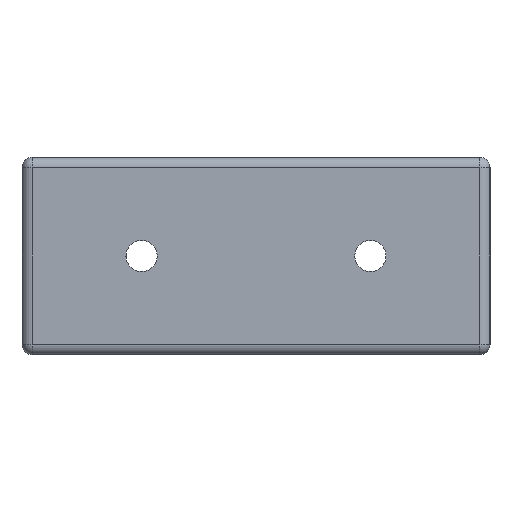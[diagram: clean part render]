
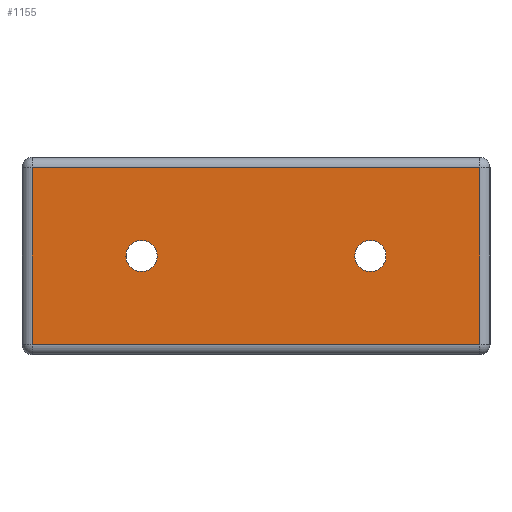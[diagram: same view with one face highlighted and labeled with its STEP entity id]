
A CAD part, left-side view. The second image highlights one B-rep face of the part: STEP entity #1155.
In plain terms, the highlighted planar face has unit normal (-1, 0, 0).
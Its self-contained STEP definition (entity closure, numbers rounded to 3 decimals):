
#42=FACE_BOUND('',#219,.T.);
#43=FACE_BOUND('',#220,.T.);
#61=PLANE('',#1320);
#137=FACE_OUTER_BOUND('',#218,.T.);
#218=EDGE_LOOP('',(#1039,#1040,#1041,#1042));
#219=EDGE_LOOP('',(#1043));
#220=EDGE_LOOP('',(#1044));
#272=LINE('',#1947,#353);
#276=LINE('',#1970,#357);
#300=LINE('',#2042,#381);
#301=LINE('',#2048,#382);
#353=VECTOR('',#1534,10.);
#357=VECTOR('',#1572,10.);
#381=VECTOR('',#1658,10.);
#382=VECTOR('',#1669,10.);
#406=CIRCLE('',#1201,1.5);
#408=CIRCLE('',#1205,1.5);
#493=VERTEX_POINT('',#1821);
#495=VERTEX_POINT('',#1829);
#534=VERTEX_POINT('',#1944);
#535=VERTEX_POINT('',#1946);
#537=VERTEX_POINT('',#1968);
#554=VERTEX_POINT('',#2040);
#598=EDGE_CURVE('',#493,#493,#406,.T.);
#602=EDGE_CURVE('',#495,#495,#408,.T.);
#658=EDGE_CURVE('',#534,#535,#272,.T.);
#672=EDGE_CURVE('',#537,#534,#276,.T.);
#709=EDGE_CURVE('',#554,#537,#300,.T.);
#712=EDGE_CURVE('',#535,#554,#301,.T.);
#1039=ORIENTED_EDGE('',*,*,#658,.F.);
#1040=ORIENTED_EDGE('',*,*,#672,.F.);
#1041=ORIENTED_EDGE('',*,*,#709,.F.);
#1042=ORIENTED_EDGE('',*,*,#712,.F.);
#1043=ORIENTED_EDGE('',*,*,#602,.T.);
#1044=ORIENTED_EDGE('',*,*,#598,.T.);
#1155=ADVANCED_FACE('',(#137,#42,#43),#61,.T.);
#1201=AXIS2_PLACEMENT_3D('',#1823,#1402,#1403);
#1205=AXIS2_PLACEMENT_3D('',#1831,#1412,#1413);
#1320=AXIS2_PLACEMENT_3D('',#2069,#1703,#1704);
#1402=DIRECTION('center_axis',(1.,0.,0.));
#1403=DIRECTION('ref_axis',(0.,1.,0.));
#1412=DIRECTION('center_axis',(1.,0.,0.));
#1413=DIRECTION('ref_axis',(0.,1.,0.));
#1534=DIRECTION('',(0.,1.,0.));
#1572=DIRECTION('',(0.,0.,-1.));
#1658=DIRECTION('',(0.,-1.,0.));
#1669=DIRECTION('',(0.,0.,1.));
#1703=DIRECTION('center_axis',(-1.,0.,0.));
#1704=DIRECTION('ref_axis',(0.,-1.,0.));
#1821=CARTESIAN_POINT('',(0.,10.,-5.5));
#1823=CARTESIAN_POINT('Origin',(0.,11.5,-5.5));
#1829=CARTESIAN_POINT('',(0.,32.,-5.5));
#1831=CARTESIAN_POINT('Origin',(0.,33.5,-5.5));
#1944=CARTESIAN_POINT('',(0.,1.,-14.));
#1946=CARTESIAN_POINT('',(0.,44.,-14.));
#1947=CARTESIAN_POINT('',(0.,33.75,-14.));
#1968=CARTESIAN_POINT('',(0.,1.,3.));
#1970=CARTESIAN_POINT('',(0.,1.,0.));
#2040=CARTESIAN_POINT('',(0.,44.,3.));
#2042=CARTESIAN_POINT('',(0.,33.75,3.));
#2048=CARTESIAN_POINT('',(0.,44.,0.));
#2069=CARTESIAN_POINT('Origin',(0.,45.,0.));
